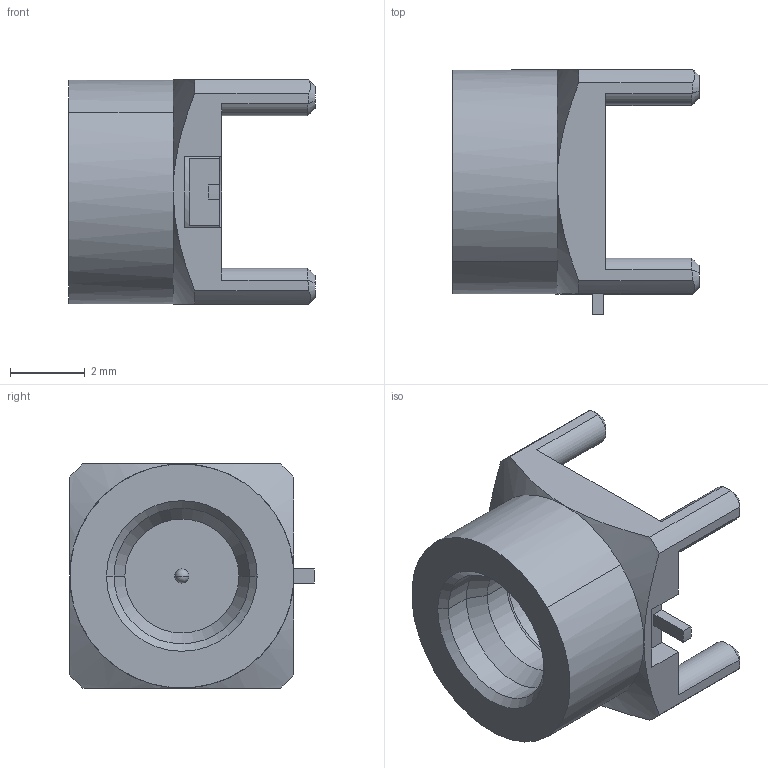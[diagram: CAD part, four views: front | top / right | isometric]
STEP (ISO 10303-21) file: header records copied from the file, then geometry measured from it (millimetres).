
FILE_DESCRIPTION((''),'2;1');
FILE_NAME('SMP-MSLD-PCT-19_SW0001','2020-07-07T13:27:14',('ehill'),(''),'CREO PARAMETRIC BY PTC INC, 2019444','CREO PARAMETRIC BY PTC INC, 2019444','');
FILE_SCHEMA(('CONFIG_CONTROL_DESIGN'));
Length unit declared in the file: millimetre
Products named in the file (1): SMP-MSLD-PCT-19_SW0001
Bounding box: 6.59 x 6.54 x 6 mm (x, y, z)
Volume: 103.8 mm3; surface area: 236.1 mm2
Topology: 1 solids, 1 shells, 68 faces, 168 edges, 103 vertices
Faces by surface type: plane 25, cylinder 23, cone 18, sphere 2
Entity records: 2154 total; most frequent: CARTESIAN_POINT 505, DIRECTION 344, ORIENTED_EDGE 332, EDGE_CURVE 166, AXIS2_PLACEMENT_3D 130, VERTEX_POINT 103, VECTOR 84, LINE 84
